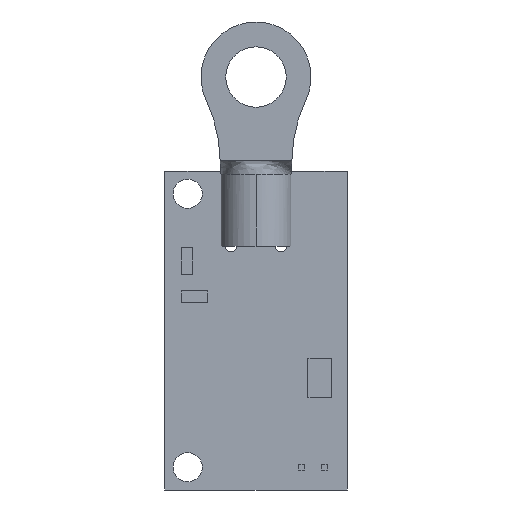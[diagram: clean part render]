
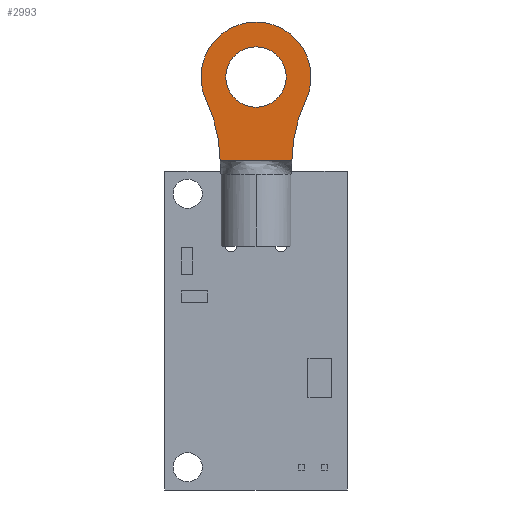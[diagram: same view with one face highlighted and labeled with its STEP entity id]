
A CAD part, front view. The second image highlights one B-rep face of the part: STEP entity #2993.
In plain terms, the highlighted face is planar.
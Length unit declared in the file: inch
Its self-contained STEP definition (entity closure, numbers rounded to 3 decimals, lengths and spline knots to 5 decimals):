
#81 = EDGE_LOOP ( 'NONE', ( #1390, #5829 ) ) ;
#82 = EDGE_LOOP ( 'NONE', ( #1364, #1362, #5830, #5824 ) ) ;
#106 = VERTEX_POINT ( 'NONE', #322 ) ;
#107 = VERTEX_POINT ( 'NONE', #323 ) ;
#322 = CARTESIAN_POINT ( 'NONE',  ( -0.10374, -0.21808, 0. ) ) ;
#323 = CARTESIAN_POINT ( 'NONE',  ( -0.10374, 0.21808, 0. ) ) ;
#836 = LINE ( 'NONE', #1682, #2524 ) ;
#1294 = DIRECTION ( 'NONE',  ( -1., 0., 0. ) ) ;
#1362 = ORIENTED_EDGE ( 'NONE', *, *, #2765, .T. ) ;
#1364 = ORIENTED_EDGE ( 'NONE', *, *, #2905, .F. ) ;
#1390 = ORIENTED_EDGE ( 'NONE', *, *, #2727, .T. ) ;
#1663 = CARTESIAN_POINT ( 'NONE',  ( -0.37221, -0.78249, 0. ) ) ;
#1664 = DIRECTION ( 'NONE',  ( 0., 0., 1. ) ) ;
#1665 = DIRECTION ( 'NONE',  ( -1., 0., 0. ) ) ;
#1682 = CARTESIAN_POINT ( 'NONE',  ( -0.368, 0.78249, 0. ) ) ;
#1683 = DIRECTION ( 'NONE',  ( 0., -1., 0. ) ) ;
#1710 = CARTESIAN_POINT ( 'NONE',  ( 0., 0., 0. ) ) ;
#1711 = DIRECTION ( 'NONE',  ( 0., 0., 1. ) ) ;
#1712 = DIRECTION ( 'NONE',  ( -1., 0., 0. ) ) ;
#1967 = VERTEX_POINT ( 'NONE', #3693 ) ;
#1968 = VERTEX_POINT ( 'NONE', #3694 ) ;
#2147 = CARTESIAN_POINT ( 'NONE',  ( 0., 0., 0. ) ) ;
#2148 = DIRECTION ( 'NONE',  ( 0., 0., 1. ) ) ;
#2189 = CARTESIAN_POINT ( 'NONE',  ( -0.37221, 0.78249, 0. ) ) ;
#2190 = DIRECTION ( 'NONE',  ( 0., 0., 1. ) ) ;
#2191 = DIRECTION ( 'NONE',  ( -1., 0., 0. ) ) ;
#2468 = AXIS2_PLACEMENT_3D ( 'NONE', #1710, #1711, #1712 ) ;
#2482 = CIRCLE ( 'NONE', #2468, 0.1325 ) ;
#2524 = VECTOR ( 'NONE', #1683, 39.37008 ) ;
#2550 = CIRCLE ( 'NONE', #2635, 0.625 ) ;
#2635 = AXIS2_PLACEMENT_3D ( 'NONE', #2189, #2190, #2191 ) ;
#2727 = EDGE_CURVE ( 'NONE', #1968, #1967, #6230, .T. ) ;
#2765 = EDGE_CURVE ( 'NONE', #106, #3912, #6706, .T. ) ;
#2769 = EDGE_CURVE ( 'NONE', #3911, #3912, #836, .T. ) ;
#2775 = EDGE_CURVE ( 'NONE', #1967, #1968, #2482, .T. ) ;
#2818 = EDGE_CURVE ( 'NONE', #3911, #107, #2550, .T. ) ;
#2905 = EDGE_CURVE ( 'NONE', #106, #107, #5582, .T. ) ;
#2993 = ADVANCED_FACE ( 'NONE', ( #5934, #5935 ), #4608, .F. ) ;
#3257 = CARTESIAN_POINT ( 'NONE',  ( 0., 0., 0. ) ) ;
#3258 = DIRECTION ( 'NONE',  ( 0., 0., 1. ) ) ;
#3259 = DIRECTION ( 'NONE',  ( -1., 0., 0. ) ) ;
#3693 = CARTESIAN_POINT ( 'NONE',  ( 0.1325, 0., 0. ) ) ;
#3694 = CARTESIAN_POINT ( 'NONE',  ( -0.1325, 0., 0. ) ) ;
#3911 = VERTEX_POINT ( 'NONE', #4725 ) ;
#3912 = VERTEX_POINT ( 'NONE', #4726 ) ;
#4608 = PLANE ( 'NONE',  #5396 ) ;
#4609 = CARTESIAN_POINT ( 'NONE',  ( -0.37221, 0.78249, 0. ) ) ;
#4610 = DIRECTION ( 'NONE',  ( 0., 0., 1. ) ) ;
#4611 = DIRECTION ( 'NONE',  ( 1., 0., 0. ) ) ;
#4725 = CARTESIAN_POINT ( 'NONE',  ( -0.368, 0.1575, 0. ) ) ;
#4726 = CARTESIAN_POINT ( 'NONE',  ( -0.368, -0.1575, 0. ) ) ;
#5396 = AXIS2_PLACEMENT_3D ( 'NONE', #4609, #4610, #4611 ) ;
#5580 = AXIS2_PLACEMENT_3D ( 'NONE', #3257, #3258, #3259 ) ;
#5582 = CIRCLE ( 'NONE', #5580, 0.2415 ) ;
#5824 = ORIENTED_EDGE ( 'NONE', *, *, #2818, .T. ) ;
#5829 = ORIENTED_EDGE ( 'NONE', *, *, #2775, .T. ) ;
#5830 = ORIENTED_EDGE ( 'NONE', *, *, #2769, .F. ) ;
#5934 = FACE_BOUND ( 'NONE', #81, .T. ) ;
#5935 = FACE_OUTER_BOUND ( 'NONE', #82, .T. ) ;
#6230 = CIRCLE ( 'NONE', #6232, 0.1325 ) ;
#6232 = AXIS2_PLACEMENT_3D ( 'NONE', #2147, #2148, #1294 ) ;
#6681 = AXIS2_PLACEMENT_3D ( 'NONE', #1663, #1664, #1665 ) ;
#6706 = CIRCLE ( 'NONE', #6681, 0.625 ) ;
